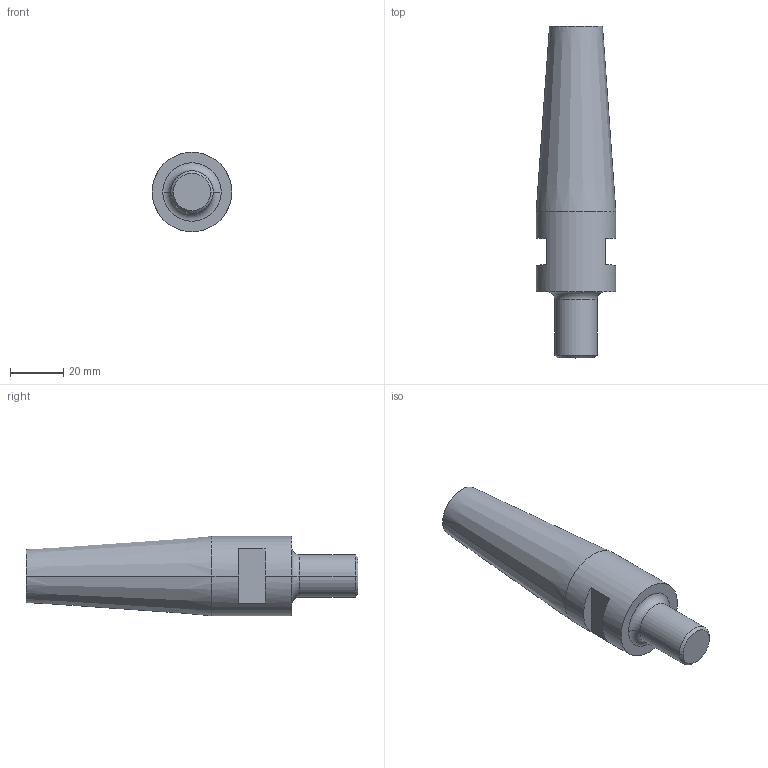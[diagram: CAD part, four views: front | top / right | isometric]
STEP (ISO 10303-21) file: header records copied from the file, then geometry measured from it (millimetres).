
FILE_DESCRIPTION (( 'STEP AP214' ), '1' );
FILE_NAME ('F0831-02-DOIGT.STEP', '2023-09-12T08:16:20', ( '' ), ( '' ), 'SwSTEP 2.0', 'SolidWorks 2021', '' );
FILE_SCHEMA (( 'AUTOMOTIVE_DESIGN' ));
Length unit declared in the file: millimetre
Products named in the file (1): F0831-02-DOIGT
Bounding box: 30 x 125 x 30 mm (x, y, z)
Volume: 60012.2 mm3; surface area: 10708.9 mm2
Topology: 1 solids, 1 shells, 19 faces, 42 edges, 26 vertices
Faces by surface type: plane 9, cone 4, cylinder 4, torus 2
Entity records: 588 total; most frequent: DIRECTION 106, CARTESIAN_POINT 88, ORIENTED_EDGE 84, AXIS2_PLACEMENT_3D 44, EDGE_CURVE 42, VERTEX_POINT 26, CIRCLE 24, EDGE_LOOP 20
